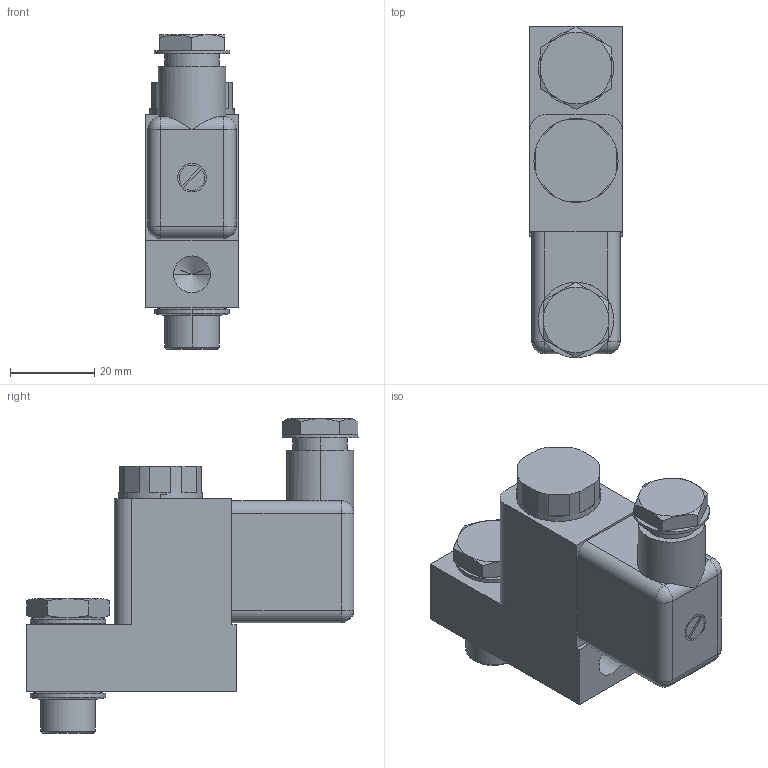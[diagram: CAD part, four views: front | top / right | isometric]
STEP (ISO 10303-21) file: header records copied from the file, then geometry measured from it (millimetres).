
FILE_DESCRIPTION((''),'2;1');
FILE_NAME('','2011-03-02T',(''),(''),'PRO/ENGINEER BY PARAMETRIC TECHNOLOGY CORPORATION, 2001360','PRO/ENGINEER BY PARAMETRIC TECHNOLOGY CORPORATION, 2001360','');
FILE_SCHEMA(('CONFIG_CONTROL_DESIGN'));
Length unit declared in the file: millimetre
Bounding box: 22 x 79 x 74.8 mm (x, y, z)
Volume: 61356 mm3; surface area: 13485.3 mm2
Topology: 1 solids, 1 shells, 138 faces, 322 edges, 196 vertices
Faces by surface type: plane 70, cylinder 37, cone 27, sphere 4
Entity records: 4008 total; most frequent: CARTESIAN_POINT 828, DIRECTION 675, ORIENTED_EDGE 632, EDGE_CURVE 316, AXIS2_PLACEMENT_3D 260, VERTEX_POINT 196, VECTOR 155, LINE 155
